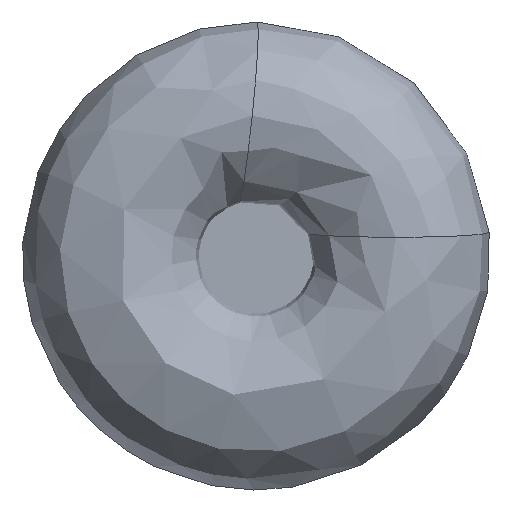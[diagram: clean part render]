
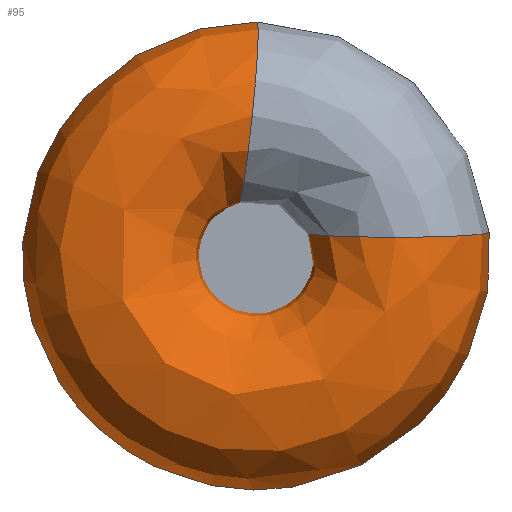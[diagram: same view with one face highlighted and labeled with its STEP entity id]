
A CAD part, left-side view. The second image highlights one B-rep face of the part: STEP entity #95.
In plain terms, the highlighted free-form (B-spline) face has degree [3, 3] with [7, 7] control points.
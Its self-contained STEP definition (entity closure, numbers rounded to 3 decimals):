
#95=ADVANCED_FACE('',(#126,#127),#124,.F.);
#124=(
BOUNDED_SURFACE()
B_SPLINE_SURFACE(3,3,((#535,#536,#537,#538,#539,#540,#541),(#542,#543,#544,
#545,#546,#547,#548),(#549,#550,#551,#552,#553,#554,#555),(#556,#557,#558,
#559,#560,#561,#562),(#563,#564,#565,#566,#567,#568,#569),(#570,#571,#572,
#573,#574,#575,#576),(#577,#578,#579,#580,#581,#582,#583)),
 .UNSPECIFIED.,.T.,.F.,.F.)
B_SPLINE_SURFACE_WITH_KNOTS((1,3,3,3,1),(4,3,4),(-0.5,0.,0.5,1.,1.5),(0.,
0.5,1.),.UNSPECIFIED.)
GEOMETRIC_REPRESENTATION_ITEM()
RATIONAL_B_SPLINE_SURFACE(((1.,0.572,0.572,1.,0.572,
0.572,1.),(0.333,0.191,0.191,
0.333,0.191,0.191,0.333),
(0.333,0.191,0.191,0.333,
0.191,0.191,0.333),(1.,0.572,
0.572,1.,0.572,0.572,1.),(0.333,
0.191,0.191,0.333,0.191,
0.191,0.333),(0.333,0.191,
0.191,0.333,0.191,0.191,
0.333),(1.,0.572,0.572,1.,0.572,
0.572,1.)))
REPRESENTATION_ITEM('')
SURFACE()
);
#126=FACE_BOUND('',#180,.T.);
#127=FACE_BOUND('',#181,.T.);
#180=EDGE_LOOP('',(#236));
#181=EDGE_LOOP('',(#237));
#236=ORIENTED_EDGE('',*,*,#320,.T.);
#237=ORIENTED_EDGE('',*,*,#321,.T.);
#292=VERTEX_POINT('',#532);
#293=VERTEX_POINT('',#534);
#320=EDGE_CURVE('',#292,#292,#348,.T.);
#321=EDGE_CURVE('',#293,#293,#349,.T.);
#348=CIRCLE('',#377,5.);
#349=CIRCLE('',#378,5.);
#377=AXIS2_PLACEMENT_3D('',#531,#427,#428);
#378=AXIS2_PLACEMENT_3D('',#533,#429,#430);
#427=DIRECTION('',(-0.052,0.993,0.104));
#428=DIRECTION('',(0.999,0.052,0.005));
#429=DIRECTION('',(0.052,0.,-0.999));
#430=DIRECTION('',(0.999,0.,0.052));
#531=CARTESIAN_POINT('',(4.993,0.479,7.527));
#532=CARTESIAN_POINT('',(9.986,0.739,7.554));
#533=CARTESIAN_POINT('',(4.993,-7.436,1.262));
#534=CARTESIAN_POINT('',(9.986,-7.436,1.523));
#535=CARTESIAN_POINT('',(9.986,-7.436,1.523));
#536=CARTESIAN_POINT('',(9.986,-9.093,-6.564));
#537=CARTESIAN_POINT('',(9.986,-2.137,-11.009));
#538=CARTESIAN_POINT('',(9.986,4.506,-6.108));
#539=CARTESIAN_POINT('',(9.986,11.149,-1.208));
#540=CARTESIAN_POINT('',(9.986,8.955,6.75));
#541=CARTESIAN_POINT('',(9.986,0.739,7.554));
#542=CARTESIAN_POINT('',(9.986,2.564,1.523));
#543=CARTESIAN_POINT('',(9.986,0.907,4.312));
#544=CARTESIAN_POINT('',(9.986,-2.29,3.765));
#545=CARTESIAN_POINT('',(9.986,-2.925,0.584));
#546=CARTESIAN_POINT('',(9.986,-3.56,-2.597));
#547=CARTESIAN_POINT('',(9.986,-0.818,-4.33));
#548=CARTESIAN_POINT('',(9.986,1.783,-2.391));
#549=CARTESIAN_POINT('',(0.,2.564,1.));
#550=CARTESIAN_POINT('',(0.,1.477,3.788));
#551=CARTESIAN_POINT('',(0.,-1.517,3.773));
#552=CARTESIAN_POINT('',(0.,-2.574,0.973));
#553=CARTESIAN_POINT('',(0.,-3.632,-1.827));
#554=CARTESIAN_POINT('',(0.,-1.398,-3.818));
#555=CARTESIAN_POINT('',(0.,1.262,-2.446));
#556=CARTESIAN_POINT('',(0.,-7.436,1.));
#557=CARTESIAN_POINT('',(0.,-8.523,-7.087));
#558=CARTESIAN_POINT('',(0.,-1.364,-11.001));
#559=CARTESIAN_POINT('',(0.,4.856,-5.719));
#560=CARTESIAN_POINT('',(0.,11.076,-0.438));
#561=CARTESIAN_POINT('',(0.,8.375,7.262));
#562=CARTESIAN_POINT('',(0.,0.219,7.5));
#563=CARTESIAN_POINT('',(0.,-17.436,1.));
#564=CARTESIAN_POINT('',(0.,-18.523,-17.962));
#565=CARTESIAN_POINT('',(0.,-1.211,-25.774));
#566=CARTESIAN_POINT('',(0.,12.287,-12.411));
#567=CARTESIAN_POINT('',(0.,25.785,0.951));
#568=CARTESIAN_POINT('',(0.,18.148,18.341));
#569=CARTESIAN_POINT('',(0.,-0.824,17.445));
#570=CARTESIAN_POINT('',(9.986,-17.436,1.523));
#571=CARTESIAN_POINT('',(9.986,-19.093,-17.439));
#572=CARTESIAN_POINT('',(9.986,-1.984,-25.782));
#573=CARTESIAN_POINT('',(9.986,11.937,-12.8));
#574=CARTESIAN_POINT('',(9.986,25.858,0.181));
#575=CARTESIAN_POINT('',(9.986,18.728,17.83));
#576=CARTESIAN_POINT('',(9.986,-0.304,17.5));
#577=CARTESIAN_POINT('',(9.986,-7.436,1.523));
#578=CARTESIAN_POINT('',(9.986,-9.093,-6.564));
#579=CARTESIAN_POINT('',(9.986,-2.137,-11.009));
#580=CARTESIAN_POINT('',(9.986,4.506,-6.108));
#581=CARTESIAN_POINT('',(9.986,11.149,-1.208));
#582=CARTESIAN_POINT('',(9.986,8.955,6.75));
#583=CARTESIAN_POINT('',(9.986,0.739,7.554));
